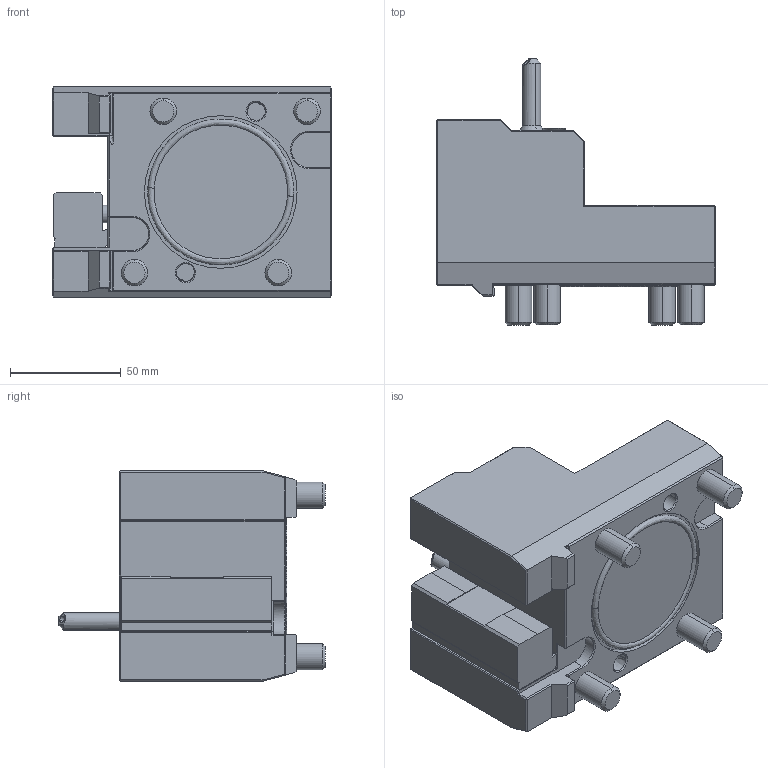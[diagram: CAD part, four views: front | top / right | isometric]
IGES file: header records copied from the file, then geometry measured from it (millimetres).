
Start section:  PTC IGES file: ngt_od_60_25_75_ja.igs
Global section: file name: ngt_od_60_25_75_ja.igs; native system: Pro/ENGINEER by Parametric Technology Corporation; preprocessor: 2010280; author: vali; organization: Unknown; date: 20211013.105222; units: millimetre
Bounding box: 126 x 120.34 x 95 mm (x, y, z)
Volume: 605838.3 mm3; surface area: 63647.8 mm2
Topology: 1 solids, 1 shells, 208 faces, 532 edges, 338 vertices
Faces by surface type: bspline 137, revolution 71
